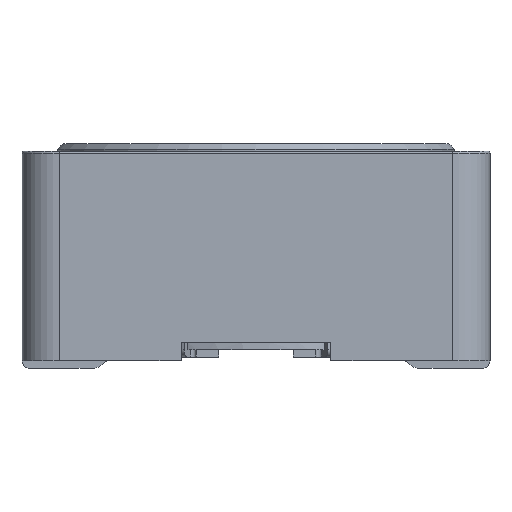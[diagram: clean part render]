
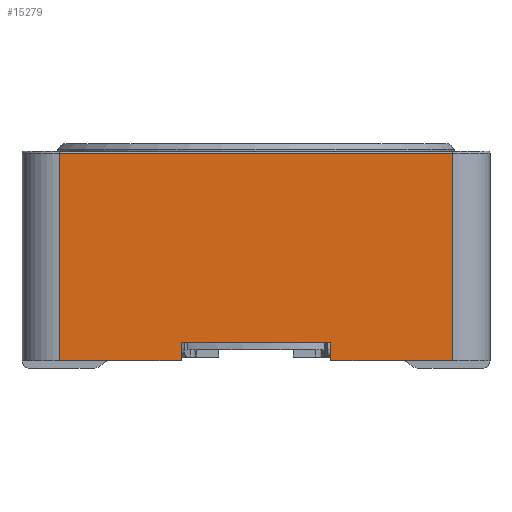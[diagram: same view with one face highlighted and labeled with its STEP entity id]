
A CAD part, front view. The second image highlights one B-rep face of the part: STEP entity #15279.
In plain terms, the highlighted planar face has unit normal (0, -1, 0).
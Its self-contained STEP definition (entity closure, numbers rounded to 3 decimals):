
#62 = DIRECTION ( 'NONE',  ( -1., 0., 0. ) ) ;
#438 = VECTOR ( 'NONE', #8024, 1000. ) ;
#517 = VERTEX_POINT ( 'NONE', #10862 ) ;
#1151 = ORIENTED_EDGE ( 'NONE', *, *, #7561, .F. ) ;
#1427 = DIRECTION ( 'NONE',  ( -1., 0., 0. ) ) ;
#1776 = EDGE_CURVE ( 'NONE', #15121, #10453, #14755, .T. ) ;
#1797 = VECTOR ( 'NONE', #1427, 1000. ) ;
#1908 = ORIENTED_EDGE ( 'NONE', *, *, #4187, .F. ) ;
#1920 = DIRECTION ( 'NONE',  ( 1., 0., 0. ) ) ;
#2100 = CARTESIAN_POINT ( 'NONE',  ( -2., -6.25, 0.2 ) ) ;
#2943 = DIRECTION ( 'NONE',  ( 0., 0., 1. ) ) ;
#3272 = DIRECTION ( 'NONE',  ( 0., 0., -1. ) ) ;
#3309 = ORIENTED_EDGE ( 'NONE', *, *, #3415, .F. ) ;
#3415 = EDGE_CURVE ( 'NONE', #517, #6188, #15593, .T. ) ;
#3612 = EDGE_CURVE ( 'NONE', #16417, #14304, #8268, .T. ) ;
#3721 = AXIS2_PLACEMENT_3D ( 'NONE', #13320, #9664, #1920 ) ;
#3790 = CARTESIAN_POINT ( 'NONE',  ( -5.25, -6.25, 5.75 ) ) ;
#3940 = CARTESIAN_POINT ( 'NONE',  ( 5.25, -6.25, 5.8 ) ) ;
#4127 = VECTOR ( 'NONE', #12345, 1000. ) ;
#4172 = DIRECTION ( 'NONE',  ( 0., 0., -1. ) ) ;
#4187 = EDGE_CURVE ( 'NONE', #15615, #14304, #10394, .T. ) ;
#4871 = CARTESIAN_POINT ( 'NONE',  ( 2., -6.25, 0.2 ) ) ;
#5302 = ORIENTED_EDGE ( 'NONE', *, *, #3612, .T. ) ;
#6188 = VERTEX_POINT ( 'NONE', #14864 ) ;
#6758 = CARTESIAN_POINT ( 'NONE',  ( -2., -6.25, 0.2 ) ) ;
#7209 = CARTESIAN_POINT ( 'NONE',  ( -2., -6.25, 0.7 ) ) ;
#7400 = CARTESIAN_POINT ( 'NONE',  ( 2., -6.25, 0.7 ) ) ;
#7522 = ORIENTED_EDGE ( 'NONE', *, *, #9196, .F. ) ;
#7561 = EDGE_CURVE ( 'NONE', #10318, #10453, #11343, .T. ) ;
#7688 = CARTESIAN_POINT ( 'NONE',  ( -5.25, -6.25, 5.75 ) ) ;
#7907 = EDGE_LOOP ( 'NONE', ( #3309, #16434, #14951, #1151, #8565, #5302, #1908, #7522 ) ) ;
#8024 = DIRECTION ( 'NONE',  ( 0., 0., 1. ) ) ;
#8268 = LINE ( 'NONE', #12522, #4127 ) ;
#8565 = ORIENTED_EDGE ( 'NONE', *, *, #9347, .T. ) ;
#9060 = CARTESIAN_POINT ( 'NONE',  ( 2., -6.25, 0.2 ) ) ;
#9196 = EDGE_CURVE ( 'NONE', #6188, #15615, #16227, .T. ) ;
#9347 = EDGE_CURVE ( 'NONE', #10318, #16417, #12851, .T. ) ;
#9664 = DIRECTION ( 'NONE',  ( 0., 1., 0. ) ) ;
#9670 = CARTESIAN_POINT ( 'NONE',  ( -5.25, -6.25, 0.2 ) ) ;
#10318 = VERTEX_POINT ( 'NONE', #2100 ) ;
#10376 = DIRECTION ( 'NONE',  ( -1., 0., 0. ) ) ;
#10394 = LINE ( 'NONE', #9060, #13430 ) ;
#10453 = VERTEX_POINT ( 'NONE', #9670 ) ;
#10627 = VECTOR ( 'NONE', #10376, 1000. ) ;
#10862 = CARTESIAN_POINT ( 'NONE',  ( 5.25, -6.25, 5.75 ) ) ;
#11343 = LINE ( 'NONE', #16436, #1797 ) ;
#12345 = DIRECTION ( 'NONE',  ( 1., 0., 0. ) ) ;
#12352 = CARTESIAN_POINT ( 'NONE',  ( 2., -6.25, 0.2 ) ) ;
#12522 = CARTESIAN_POINT ( 'NONE',  ( -5.25, -6.25, 0.7 ) ) ;
#12851 = LINE ( 'NONE', #6758, #438 ) ;
#13320 = CARTESIAN_POINT ( 'NONE',  ( -5.25, -6.25, 5.8 ) ) ;
#13430 = VECTOR ( 'NONE', #2943, 1000. ) ;
#14111 = LINE ( 'NONE', #3790, #10627 ) ;
#14134 = VECTOR ( 'NONE', #3272, 1000. ) ;
#14304 = VERTEX_POINT ( 'NONE', #7400 ) ;
#14569 = FACE_OUTER_BOUND ( 'NONE', #7907, .T. ) ;
#14600 = CARTESIAN_POINT ( 'NONE',  ( -5.25, -6.25, 5.8 ) ) ;
#14755 = LINE ( 'NONE', #14600, #14134 ) ;
#14791 = EDGE_CURVE ( 'NONE', #517, #15121, #14111, .T. ) ;
#14864 = CARTESIAN_POINT ( 'NONE',  ( 5.25, -6.25, 0.2 ) ) ;
#14951 = ORIENTED_EDGE ( 'NONE', *, *, #1776, .T. ) ;
#15052 = VECTOR ( 'NONE', #4172, 1000. ) ;
#15121 = VERTEX_POINT ( 'NONE', #7688 ) ;
#15279 = ADVANCED_FACE ( 'NONE', ( #14569 ), #16002, .F. ) ;
#15334 = VECTOR ( 'NONE', #62, 1000. ) ;
#15593 = LINE ( 'NONE', #3940, #15052 ) ;
#15615 = VERTEX_POINT ( 'NONE', #12352 ) ;
#16002 = PLANE ( 'NONE',  #3721 ) ;
#16227 = LINE ( 'NONE', #4871, #15334 ) ;
#16417 = VERTEX_POINT ( 'NONE', #7209 ) ;
#16434 = ORIENTED_EDGE ( 'NONE', *, *, #14791, .T. ) ;
#16436 = CARTESIAN_POINT ( 'NONE',  ( -2., -6.25, 0.2 ) ) ;
